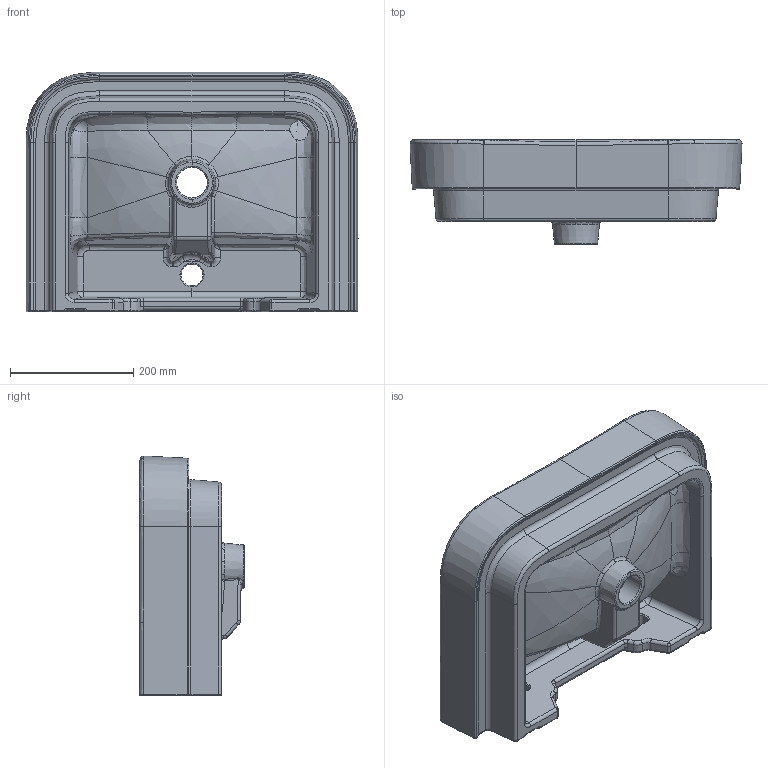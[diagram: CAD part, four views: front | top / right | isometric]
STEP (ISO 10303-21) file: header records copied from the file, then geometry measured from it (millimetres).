
FILE_DESCRIPTION (( 'STEP AP214' ), '1' );
FILE_NAME ('VIT055B_STEP_V10521.STEP', '2021-05-25T11:12:21', ( '' ), ( '' ), 'SwSTEP 2.0', 'SolidWorks 2019', '' );
FILE_SCHEMA (( 'AUTOMOTIVE_DESIGN' ));
Products named in the file (1): VIT055B_STEP_V10521
Bounding box: 539.37 x 170 x 389.63 mm (x, y, z)
Volume: 9002356.8 mm3; surface area: 789153.1 mm2
Topology: 1 solids, 1 shells, 462 faces, 1088 edges, 615 vertices
Faces by surface type: bspline 253, cylinder 116, plane 39, torus 29, sphere 22, cone 3
Entity records: 41606 total; most frequent: CARTESIAN_POINT 32920, ORIENTED_EDGE 2128, DIRECTION 1403, EDGE_CURVE 1064, VERTEX_POINT 605, AXIS2_PLACEMENT_3D 579, EDGE_LOOP 463, ADVANCED_FACE 458
